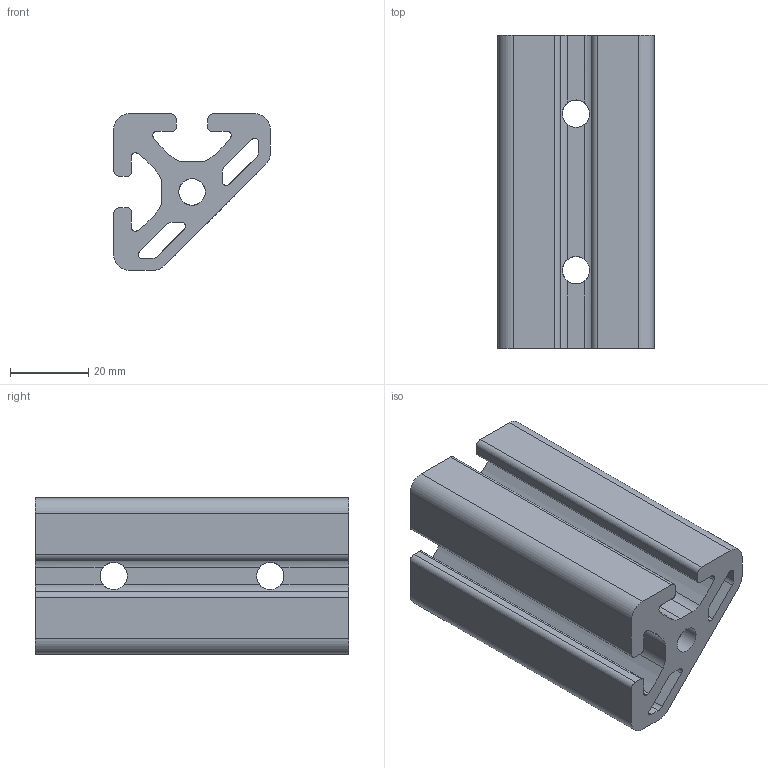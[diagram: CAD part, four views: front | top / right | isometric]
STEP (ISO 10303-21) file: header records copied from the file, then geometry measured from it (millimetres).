
FILE_DESCRIPTION( ( 'STEP AP214' ), '1' );
FILE_NAME( 'K1047.084080.stp', '2020-12-10T09:26:33', ( '' ), ( '' ), ' ', 'PARTsolutions', ' ' );
FILE_SCHEMA( ( 'AUTOMOTIVE_DESIGN { 1 0 10303 214 1 1 1 1 }' ) );
Length unit declared in the file: millimetre
Products named in the file (1): _K1047.084080
Bounding box: 40 x 80 x 40 mm (x, y, z)
Volume: 57127.8 mm3; surface area: 25917.2 mm2
Topology: 1 solids, 1 shells, 99 faces, 327 edges, 216 vertices
Faces by surface type: cylinder 54, plane 39, cone 6
Full cylindrical faces by diameter (mm): 6.647 x2, 6.8 x3, 7 x8
Entity records: 4938 total; most frequent: CARTESIAN_POINT 1356, ORIENTED_EDGE 588, DIRECTION 568, EDGE_CURVE 294, AXIS2_PLACEMENT_3D 212, VERTEX_POINT 200, LINE 144, VECTOR 144
